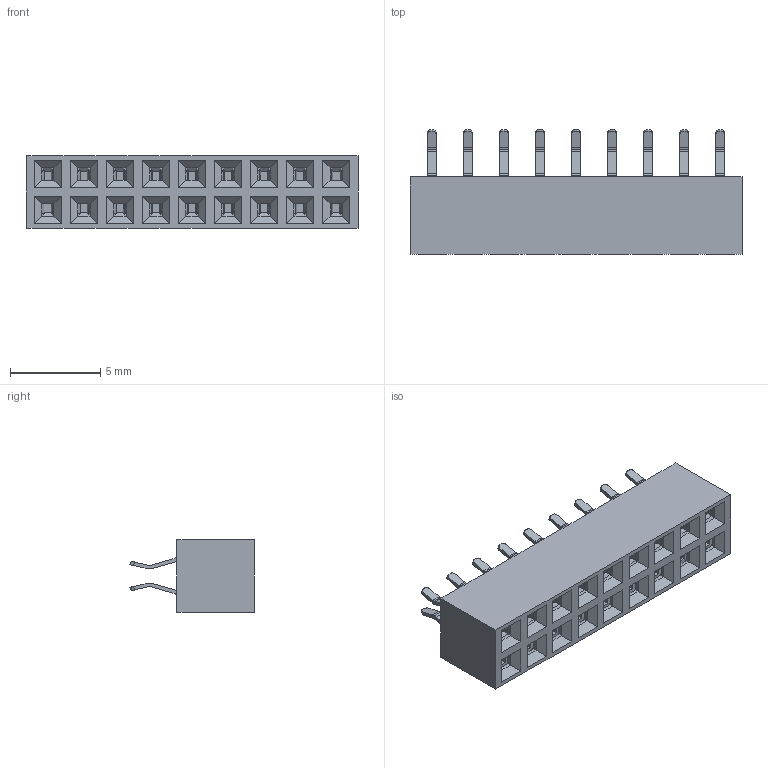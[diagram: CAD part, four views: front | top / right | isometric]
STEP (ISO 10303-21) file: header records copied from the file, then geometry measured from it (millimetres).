
FILE_DESCRIPTION( ('This file contains a STEP AP42 implementation' ,'as created by ZW3D STEP Interface translator.') ,'2;1' );
FILE_NAME( '2243N-2XXCXXCUNX1.stp' ,'23 419.11 356', (''), ('ZWCAD Software Co.'), 'Version 1.0', 'ZW3D to STEP translator', '' );
FILE_SCHEMA(('AUTOMOTIVE_DESIGN { 1 0 10303 214 1 1 1 1 }'));
Length unit declared in the file: millimetre
Products named in the file (2): 0; 2243N-220CXXCUNX1
Bounding box: 18.4 x 6.9 x 4 mm (x, y, z)
Volume: 225 mm3; surface area: 1110.9 mm2
Topology: 1 solids, 1 shells, 2094 faces, 6032 edges, 3940 vertices
Faces by surface type: plane 1248, cylinder 468, bspline 378
Entity records: 95258 total; most frequent: CARTESIAN_POINT 51123, ORIENTED_EDGE 12064, EDGE_CURVE 6032, B_SPLINE_CURVE_WITH_KNOTS 5716, VERTEX_POINT 3940, DIRECTION 3750, EDGE_LOOP 2166, FACE_OUTER_BOUND 2094
